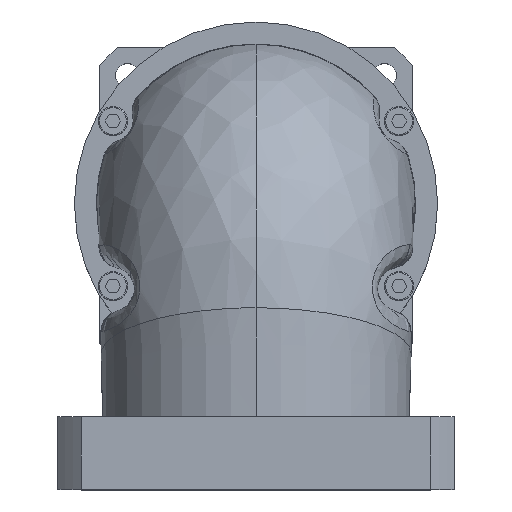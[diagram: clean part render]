
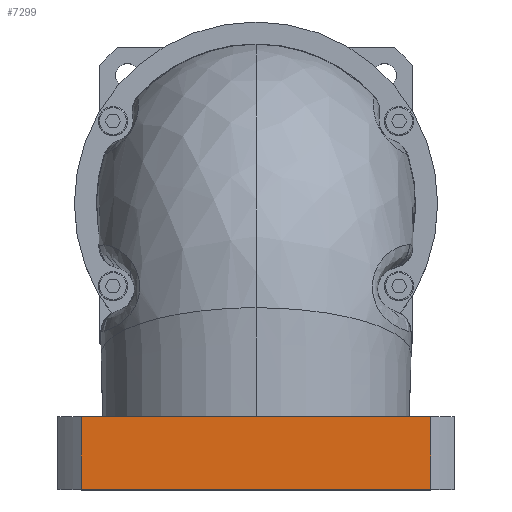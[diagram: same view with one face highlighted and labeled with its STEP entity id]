
A CAD part, top view. The second image highlights one B-rep face of the part: STEP entity #7299.
In plain terms, the highlighted planar face has unit normal (0, 0, 1).
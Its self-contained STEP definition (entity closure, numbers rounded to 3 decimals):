
#1171=DIRECTION('',(1.,0.,0.));
#1172=VECTOR('',#1171,158.745);
#1173=CARTESIAN_POINT('',(-79.373,-97.,259.2));
#1174=LINE('',#1173,#1172);
#1233=DIRECTION('',(1.,0.,0.));
#1234=VECTOR('',#1233,158.745);
#1235=CARTESIAN_POINT('',(-79.373,-130.,259.2));
#1236=LINE('',#1235,#1234);
#1237=DIRECTION('',(0.,-1.,0.));
#1238=VECTOR('',#1237,33.);
#1239=CARTESIAN_POINT('',(79.373,-97.,259.2));
#1240=LINE('',#1239,#1238);
#1427=DIRECTION('',(0.,1.,0.));
#1428=VECTOR('',#1427,33.);
#1429=CARTESIAN_POINT('',(-79.373,-130.,259.2));
#1430=LINE('',#1429,#1428);
#3660=CARTESIAN_POINT('',(79.373,-130.,259.2));
#3661=VERTEX_POINT('',#3660);
#3729=CARTESIAN_POINT('',(79.373,-97.,259.2));
#3730=VERTEX_POINT('',#3729);
#3740=CARTESIAN_POINT('',(-79.373,-97.,259.2));
#3742=VERTEX_POINT('',#3740);
#3777=CARTESIAN_POINT('',(-79.373,-130.,259.2));
#3778=VERTEX_POINT('',#3777);
#7285=CARTESIAN_POINT('',(-90.,-130.,259.2));
#7286=DIRECTION('',(0.,0.,-1.));
#7287=DIRECTION('',(-1.,0.,0.));
#7288=AXIS2_PLACEMENT_3D('',#7285,#7286,#7287);
#7289=PLANE('',#7288);
#7291=ORIENTED_EDGE('',*,*,#7290,.T.);
#7293=ORIENTED_EDGE('',*,*,#7292,.F.);
#7295=ORIENTED_EDGE('',*,*,#7294,.T.);
#7296=ORIENTED_EDGE('',*,*,#7254,.T.);
#7297=EDGE_LOOP('',(#7291,#7293,#7295,#7296));
#7298=FACE_OUTER_BOUND('',#7297,.F.);
#7299=ADVANCED_FACE('',(#7298),#7289,.F.);
#7254=EDGE_CURVE('',#3742,#3730,#1174,.T.);
#7290=EDGE_CURVE('',#3730,#3661,#1240,.T.);
#7292=EDGE_CURVE('',#3778,#3661,#1236,.T.);
#7294=EDGE_CURVE('',#3778,#3742,#1430,.T.);
